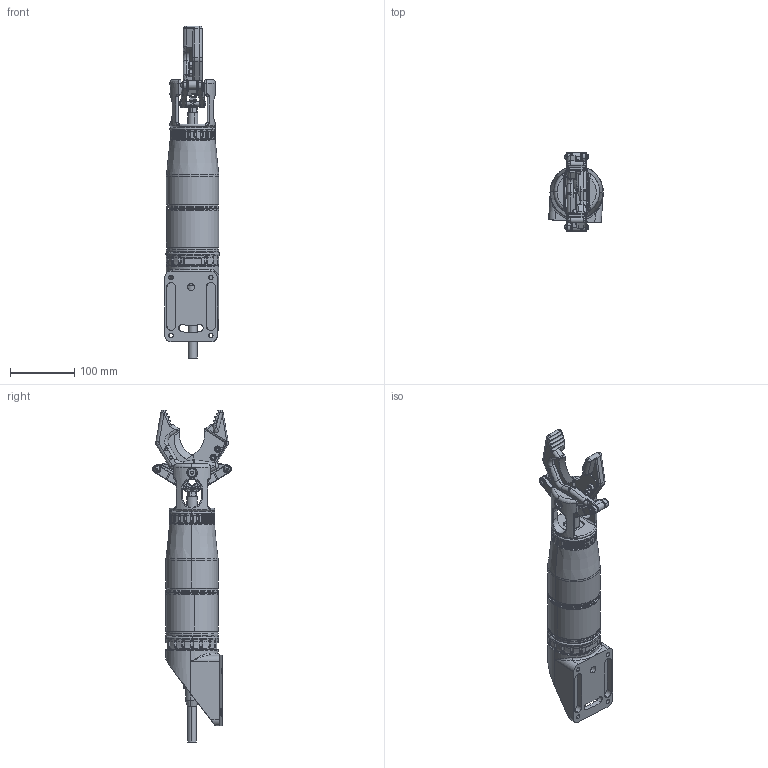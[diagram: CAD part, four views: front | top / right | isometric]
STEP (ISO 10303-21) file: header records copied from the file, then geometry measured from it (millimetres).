
FILE_DESCRIPTION (( 'STEP AP214' ), '1' );
FILE_NAME ('RB-2140-Def.STEP', '2020-12-10T01:52:42', ( '' ), ( '' ), 'SwSTEP 2.0', 'SolidWorks 2019', '' );
FILE_SCHEMA (( 'AUTOMOTIVE_DESIGN' ));
Length unit declared in the file: millimetre
Products named in the file (1): RB-2140-Def
Bounding box: 85.13 x 122.43 x 516.3 mm (x, y, z)
Surface area: 209185.3 mm2 (no closed solid volume)
Topology: 0 solids, 287 shells, 2711 faces, 8872 edges, 6266 vertices
Faces by surface type: plane 1301, cylinder 628, bspline 336, torus 196, sphere 132, cone 118
Entity records: 161936 total; most frequent: CARTESIAN_POINT 62438, ORIENTED_EDGE 13129, DIRECTION 13072, EDGE_CURVE 8857, VERTEX_POINT 6264, VECTOR 4448, LINE 4448, AXIS2_PLACEMENT_3D 4312
